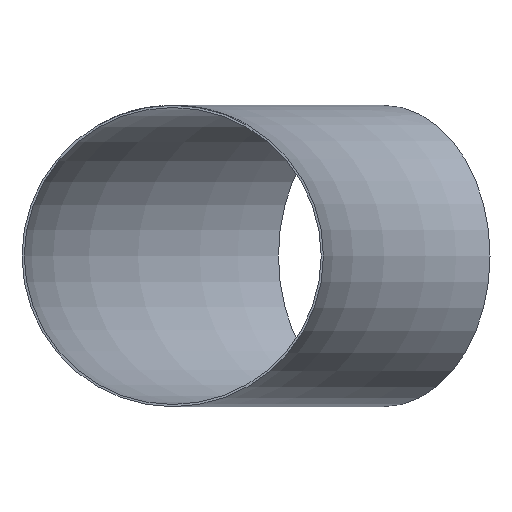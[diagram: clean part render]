
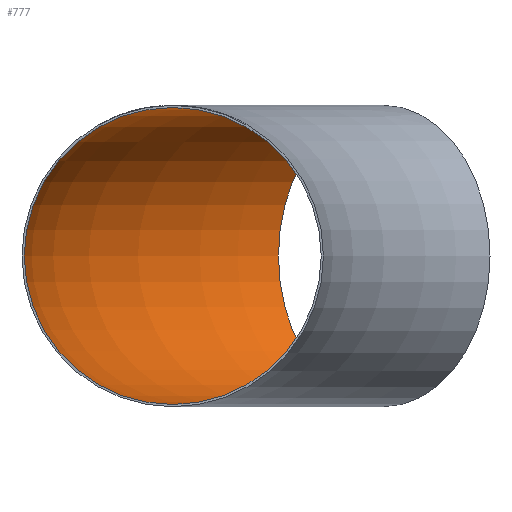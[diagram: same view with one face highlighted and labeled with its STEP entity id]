
A CAD part, front view. The second image highlights one B-rep face of the part: STEP entity #777.
In plain terms, the highlighted toroidal (fillet/blend) face has major radius 970 mm and minor radius 200.2 mm.
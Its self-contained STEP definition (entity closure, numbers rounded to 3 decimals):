
#777 = ADVANCED_FACE ( 'NONE', ( #4872, #5055 ), #4167, .F. ) ;
#1154 = CARTESIAN_POINT ( 'NONE',  ( -685.894, 685.894, 0. ) ) ;
#2436 = ORIENTED_EDGE ( 'NONE', *, *, #28307, .T. ) ;
#4167 = TOROIDAL_SURFACE ( 'NONE', #9077, 970., 200.2 ) ;
#4872 = FACE_OUTER_BOUND ( 'NONE', #10295, .T. ) ;
#5055 = FACE_OUTER_BOUND ( 'NONE', #15135, .T. ) ;
#7478 = DIRECTION ( 'NONE',  ( -0.707, 0.707, 0. ) ) ;
#7695 = DIRECTION ( 'NONE',  ( 0., 0., 1. ) ) ;
#8261 = DIRECTION ( 'NONE',  ( 0., 1., 0. ) ) ;
#9077 = AXIS2_PLACEMENT_3D ( 'NONE', #11221, #20810, #21188 ) ;
#10295 = EDGE_LOOP ( 'NONE', ( #2436 ) ) ;
#11221 = CARTESIAN_POINT ( 'NONE',  ( 0., 0., 0. ) ) ;
#12906 = DIRECTION ( 'NONE',  ( 0.707, 0.707, 0. ) ) ;
#15135 = EDGE_LOOP ( 'NONE', ( #22189 ) ) ;
#16626 = CIRCLE ( 'NONE', #23383, 200.2 ) ;
#17108 = CARTESIAN_POINT ( 'NONE',  ( -970., 0., 200.2 ) ) ;
#20810 = DIRECTION ( 'NONE',  ( 0., 0., -1. ) ) ;
#21188 = DIRECTION ( 'NONE',  ( -1., 0., 0. ) ) ;
#22189 = ORIENTED_EDGE ( 'NONE', *, *, #26663, .F. ) ;
#23383 = AXIS2_PLACEMENT_3D ( 'NONE', #1154, #12906, #7478 ) ;
#25188 = AXIS2_PLACEMENT_3D ( 'NONE', #34633, #8261, #7695 ) ;
#26663 = EDGE_CURVE ( 'NONE', #31735, #31735, #30744, .T. ) ;
#28307 = EDGE_CURVE ( 'NONE', #28837, #28837, #16626, .T. ) ;
#28837 = VERTEX_POINT ( 'NONE', #37699 ) ;
#30744 = CIRCLE ( 'NONE', #25188, 200.2 ) ;
#31735 = VERTEX_POINT ( 'NONE', #17108 ) ;
#34633 = CARTESIAN_POINT ( 'NONE',  ( -970., 0., 0. ) ) ;
#37699 = CARTESIAN_POINT ( 'NONE',  ( -827.456, 827.456, 0. ) ) ;
